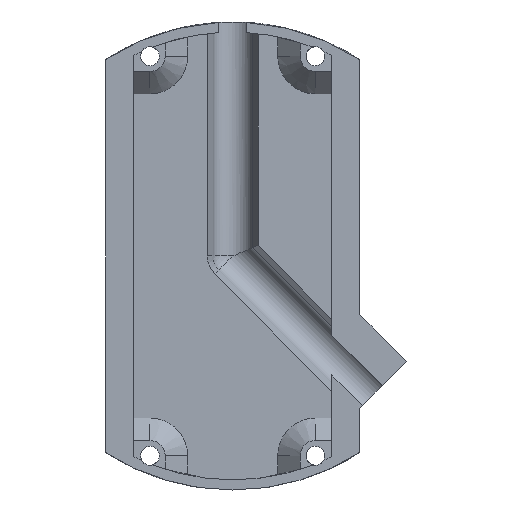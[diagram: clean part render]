
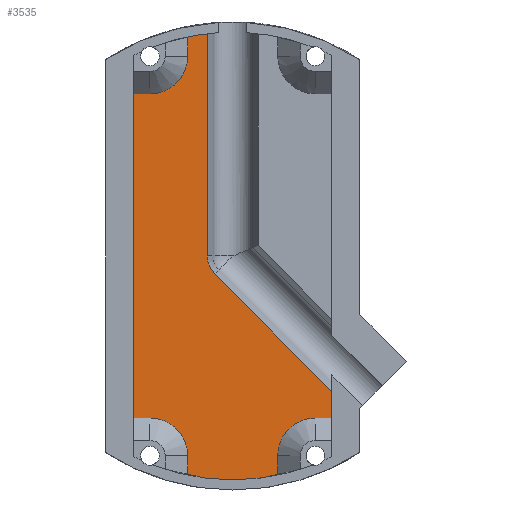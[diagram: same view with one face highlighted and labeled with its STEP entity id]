
A CAD part, front view. The second image highlights one B-rep face of the part: STEP entity #3535.
In plain terms, the highlighted planar face has unit normal (0, -1, 0).
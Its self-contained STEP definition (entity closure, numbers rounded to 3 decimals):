
#10 = ORIENTED_EDGE ( 'NONE', *, *, #515, .T. ) ;
#25 = EDGE_CURVE ( 'NONE', #2009, #3119, #4217, .T. ) ;
#31 = LINE ( 'NONE', #2713, #1406 ) ;
#37 = CARTESIAN_POINT ( 'NONE',  ( 19.5, 6., -26.551 ) ) ;
#69 = ORIENTED_EDGE ( 'NONE', *, *, #2686, .T. ) ;
#140 = EDGE_CURVE ( 'NONE', #2379, #2479, #3849, .T. ) ;
#165 = VECTOR ( 'NONE', #3225, 1000. ) ;
#199 = VECTOR ( 'NONE', #2666, 1000. ) ;
#235 = DIRECTION ( 'NONE',  ( 0., 0., 1. ) ) ;
#261 = CARTESIAN_POINT ( 'NONE',  ( 0., 6., 0. ) ) ;
#293 = CARTESIAN_POINT ( 'NONE',  ( -19.5, 6., 31.865 ) ) ;
#319 = VERTEX_POINT ( 'NONE', #2795 ) ;
#328 = ORIENTED_EDGE ( 'NONE', *, *, #4297, .T. ) ;
#371 = VECTOR ( 'NONE', #3424, 1000. ) ;
#372 = ORIENTED_EDGE ( 'NONE', *, *, #1377, .T. ) ;
#390 = CARTESIAN_POINT ( 'NONE',  ( -4.986, 6., 0. ) ) ;
#416 = DIRECTION ( 'NONE',  ( 0., 0., 1. ) ) ;
#428 = DIRECTION ( 'NONE',  ( 0., 1., 0. ) ) ;
#468 = CARTESIAN_POINT ( 'NONE',  ( -8.864, 6., -39.265 ) ) ;
#489 = CIRCLE ( 'NONE', #846, 44. ) ;
#515 = EDGE_CURVE ( 'NONE', #2616, #3268, #2557, .T. ) ;
#520 = ORIENTED_EDGE ( 'NONE', *, *, #2022, .F. ) ;
#534 = DIRECTION ( 'NONE',  ( 0., 0., 1. ) ) ;
#549 = VERTEX_POINT ( 'NONE', #390 ) ;
#590 = DIRECTION ( 'NONE',  ( 0., 0., -1. ) ) ;
#637 = PLANE ( 'NONE',  #3084 ) ;
#648 = AXIS2_PLACEMENT_3D ( 'NONE', #1321, #4087, #4285 ) ;
#762 = CARTESIAN_POINT ( 'NONE',  ( 0., 6., 0. ) ) ;
#819 = EDGE_CURVE ( 'NONE', #3268, #549, #4256, .T. ) ;
#827 = LINE ( 'NONE', #2162, #371 ) ;
#835 = CARTESIAN_POINT ( 'NONE',  ( -8.864, 6., 43.098 ) ) ;
#842 = VECTOR ( 'NONE', #534, 1000. ) ;
#846 = AXIS2_PLACEMENT_3D ( 'NONE', #762, #428, #1767 ) ;
#878 = VECTOR ( 'NONE', #3907, 1000. ) ;
#881 = AXIS2_PLACEMENT_3D ( 'NONE', #1306, #2642, #3994 ) ;
#957 = DIRECTION ( 'NONE',  ( 0., 0., 1. ) ) ;
#963 = AXIS2_PLACEMENT_3D ( 'NONE', #261, #1629, #2639 ) ;
#975 = LINE ( 'NONE', #3774, #2879 ) ;
#1047 = EDGE_CURVE ( 'NONE', #549, #1237, #2843, .T. ) ;
#1076 = DIRECTION ( 'NONE',  ( 1., 0., 0. ) ) ;
#1126 = VECTOR ( 'NONE', #1076, 1000. ) ;
#1140 = ORIENTED_EDGE ( 'NONE', *, *, #140, .F. ) ;
#1160 = ORIENTED_EDGE ( 'NONE', *, *, #1832, .F. ) ;
#1184 = CARTESIAN_POINT ( 'NONE',  ( -4.986, 6., 43.863 ) ) ;
#1186 = DIRECTION ( 'NONE',  ( 0., 0., -1. ) ) ;
#1220 = CARTESIAN_POINT ( 'NONE',  ( 16.264, 6., -31.865 ) ) ;
#1224 = VERTEX_POINT ( 'NONE', #1220 ) ;
#1237 = VERTEX_POINT ( 'NONE', #1898 ) ;
#1263 = DIRECTION ( 'NONE',  ( 0., 1., 0. ) ) ;
#1294 = LINE ( 'NONE', #2574, #3016 ) ;
#1306 = CARTESIAN_POINT ( 'NONE',  ( -16.264, 6., -39.265 ) ) ;
#1321 = CARTESIAN_POINT ( 'NONE',  ( 0., 6., 0. ) ) ;
#1323 = CARTESIAN_POINT ( 'NONE',  ( 19.5, 6., 39.443 ) ) ;
#1343 = VERTEX_POINT ( 'NONE', #1463 ) ;
#1361 = VERTEX_POINT ( 'NONE', #1442 ) ;
#1377 = EDGE_CURVE ( 'NONE', #1224, #1343, #827, .T. ) ;
#1403 = EDGE_CURVE ( 'NONE', #2479, #3119, #489, .T. ) ;
#1406 = VECTOR ( 'NONE', #3740, 1000. ) ;
#1442 = CARTESIAN_POINT ( 'NONE',  ( -8.864, 6., 39.265 ) ) ;
#1457 = EDGE_CURVE ( 'NONE', #3863, #1532, #31, .T. ) ;
#1463 = CARTESIAN_POINT ( 'NONE',  ( 19.5, 6., -31.865 ) ) ;
#1483 = LINE ( 'NONE', #2788, #842 ) ;
#1513 = CIRCLE ( 'NONE', #3767, 7.4 ) ;
#1515 = ORIENTED_EDGE ( 'NONE', *, *, #1457, .T. ) ;
#1532 = VERTEX_POINT ( 'NONE', #293 ) ;
#1580 = CIRCLE ( 'NONE', #2980, 44. ) ;
#1629 = DIRECTION ( 'NONE',  ( 0., 1., 0. ) ) ;
#1734 = VECTOR ( 'NONE', #1186, 1000. ) ;
#1767 = DIRECTION ( 'NONE',  ( 0., 0., 1. ) ) ;
#1793 = ORIENTED_EDGE ( 'NONE', *, *, #25, .T. ) ;
#1832 = EDGE_CURVE ( 'NONE', #2616, #1343, #2310, .T. ) ;
#1898 = CARTESIAN_POINT ( 'NONE',  ( -4.986, 6., 43.717 ) ) ;
#1902 = CARTESIAN_POINT ( 'NONE',  ( 16.264, 6., -39.265 ) ) ;
#1942 = DIRECTION ( 'NONE',  ( 0., 0., 1. ) ) ;
#2009 = VERTEX_POINT ( 'NONE', #468 ) ;
#2022 = EDGE_CURVE ( 'NONE', #4267, #1532, #1483, .T. ) ;
#2086 = EDGE_LOOP ( 'NONE', ( #1160, #10, #2709, #3284, #3224, #3673, #2654, #1515, #520, #69, #328, #1793, #2577, #1140, #2228, #2155, #372 ) ) ;
#2132 = CARTESIAN_POINT ( 'NONE',  ( -8.864, 6., -41.953 ) ) ;
#2155 = ORIENTED_EDGE ( 'NONE', *, *, #4145, .T. ) ;
#2162 = CARTESIAN_POINT ( 'NONE',  ( 19.5, 6., -31.865 ) ) ;
#2228 = ORIENTED_EDGE ( 'NONE', *, *, #3280, .T. ) ;
#2302 = DIRECTION ( 'NONE',  ( 0., 1., 0. ) ) ;
#2310 = LINE ( 'NONE', #1323, #199 ) ;
#2343 = EDGE_CURVE ( 'NONE', #1361, #3863, #2803, .T. ) ;
#2379 = VERTEX_POINT ( 'NONE', #3855 ) ;
#2403 = CARTESIAN_POINT ( 'NONE',  ( -19.5, 6., -31.865 ) ) ;
#2479 = VERTEX_POINT ( 'NONE', #2873 ) ;
#2557 = LINE ( 'NONE', #2985, #878 ) ;
#2562 = EDGE_CURVE ( 'NONE', #2777, #1361, #1294, .T. ) ;
#2574 = CARTESIAN_POINT ( 'NONE',  ( -8.864, 6., 0. ) ) ;
#2577 = ORIENTED_EDGE ( 'NONE', *, *, #1403, .F. ) ;
#2616 = VERTEX_POINT ( 'NONE', #37 ) ;
#2639 = DIRECTION ( 'NONE',  ( 0., 0., 1. ) ) ;
#2642 = DIRECTION ( 'NONE',  ( 0., 1., 0. ) ) ;
#2654 = ORIENTED_EDGE ( 'NONE', *, *, #2343, .T. ) ;
#2664 = AXIS2_PLACEMENT_3D ( 'NONE', #3011, #3053, #416 ) ;
#2666 = DIRECTION ( 'NONE',  ( 0., 0., -1. ) ) ;
#2676 = VERTEX_POINT ( 'NONE', #4080 ) ;
#2686 = EDGE_CURVE ( 'NONE', #4267, #2676, #3360, .T. ) ;
#2709 = ORIENTED_EDGE ( 'NONE', *, *, #819, .T. ) ;
#2713 = CARTESIAN_POINT ( 'NONE',  ( -19.5, 6., 31.865 ) ) ;
#2753 = CARTESIAN_POINT ( 'NONE',  ( -8.864, 6., -43.098 ) ) ;
#2766 = CIRCLE ( 'NONE', #881, 7.4 ) ;
#2777 = VERTEX_POINT ( 'NONE', #835 ) ;
#2788 = CARTESIAN_POINT ( 'NONE',  ( -19.5, 6., 39.443 ) ) ;
#2795 = CARTESIAN_POINT ( 'NONE',  ( 8.864, 6., -39.265 ) ) ;
#2803 = CIRCLE ( 'NONE', #2664, 7.4 ) ;
#2843 = LINE ( 'NONE', #1184, #165 ) ;
#2873 = CARTESIAN_POINT ( 'NONE',  ( 0., 6., -44. ) ) ;
#2879 = VECTOR ( 'NONE', #3103, 1000. ) ;
#2980 = AXIS2_PLACEMENT_3D ( 'NONE', #4301, #1263, #1942 ) ;
#2985 = CARTESIAN_POINT ( 'NONE',  ( -3.526, 6., -3.526 ) ) ;
#3011 = CARTESIAN_POINT ( 'NONE',  ( -16.264, 6., 39.265 ) ) ;
#3016 = VECTOR ( 'NONE', #590, 1000. ) ;
#3051 = CARTESIAN_POINT ( 'NONE',  ( 0., 6., -31.865 ) ) ;
#3053 = DIRECTION ( 'NONE',  ( 0., 1., 0. ) ) ;
#3067 = CARTESIAN_POINT ( 'NONE',  ( -16.264, 6., 31.865 ) ) ;
#3084 = AXIS2_PLACEMENT_3D ( 'NONE', #4334, #2302, #235 ) ;
#3103 = DIRECTION ( 'NONE',  ( 0., 0., 1. ) ) ;
#3119 = VERTEX_POINT ( 'NONE', #2753 ) ;
#3224 = ORIENTED_EDGE ( 'NONE', *, *, #4160, .F. ) ;
#3225 = DIRECTION ( 'NONE',  ( 0., 0., 1. ) ) ;
#3268 = VERTEX_POINT ( 'NONE', #3752 ) ;
#3280 = EDGE_CURVE ( 'NONE', #2379, #319, #975, .T. ) ;
#3284 = ORIENTED_EDGE ( 'NONE', *, *, #1047, .T. ) ;
#3360 = LINE ( 'NONE', #3051, #1126 ) ;
#3424 = DIRECTION ( 'NONE',  ( 1., 0., 0. ) ) ;
#3535 = ADVANCED_FACE ( 'NONE', ( #3614 ), #637, .F. ) ;
#3580 = DIRECTION ( 'NONE',  ( 0., 1., 0. ) ) ;
#3614 = FACE_OUTER_BOUND ( 'NONE', #2086, .T. ) ;
#3673 = ORIENTED_EDGE ( 'NONE', *, *, #2562, .T. ) ;
#3740 = DIRECTION ( 'NONE',  ( -1., 0., 0. ) ) ;
#3752 = CARTESIAN_POINT ( 'NONE',  ( -3.526, 6., -3.526 ) ) ;
#3767 = AXIS2_PLACEMENT_3D ( 'NONE', #1902, #3580, #957 ) ;
#3774 = CARTESIAN_POINT ( 'NONE',  ( 8.864, 6., 0. ) ) ;
#3849 = CIRCLE ( 'NONE', #963, 44. ) ;
#3855 = CARTESIAN_POINT ( 'NONE',  ( 8.864, 6., -43.098 ) ) ;
#3863 = VERTEX_POINT ( 'NONE', #3067 ) ;
#3907 = DIRECTION ( 'NONE',  ( -0.707, 0., 0.707 ) ) ;
#3994 = DIRECTION ( 'NONE',  ( 0., 0., 1. ) ) ;
#4080 = CARTESIAN_POINT ( 'NONE',  ( -16.264, 6., -31.865 ) ) ;
#4087 = DIRECTION ( 'NONE',  ( 0., 1., 0. ) ) ;
#4145 = EDGE_CURVE ( 'NONE', #319, #1224, #1513, .T. ) ;
#4160 = EDGE_CURVE ( 'NONE', #2777, #1237, #1580, .T. ) ;
#4217 = LINE ( 'NONE', #2132, #1734 ) ;
#4256 = CIRCLE ( 'NONE', #648, 4.986 ) ;
#4267 = VERTEX_POINT ( 'NONE', #2403 ) ;
#4285 = DIRECTION ( 'NONE',  ( 0., 0., 1. ) ) ;
#4297 = EDGE_CURVE ( 'NONE', #2676, #2009, #2766, .T. ) ;
#4301 = CARTESIAN_POINT ( 'NONE',  ( 0., 6., 0. ) ) ;
#4334 = CARTESIAN_POINT ( 'NONE',  ( 0., 6., 0. ) ) ;
